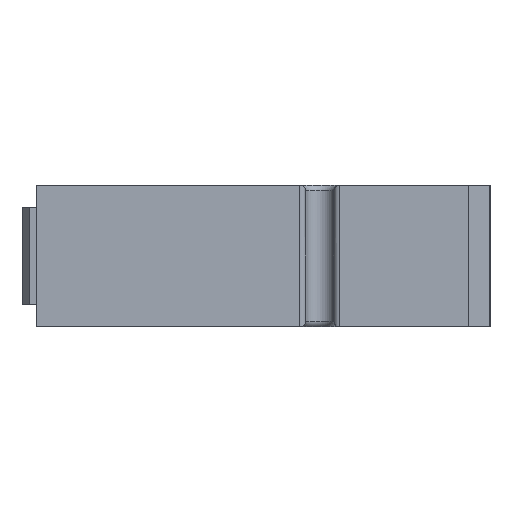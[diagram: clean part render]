
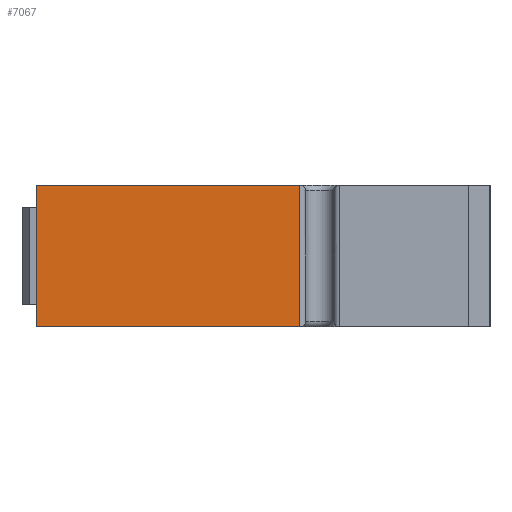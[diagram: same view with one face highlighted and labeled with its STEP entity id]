
A CAD part, left-side view. The second image highlights one B-rep face of the part: STEP entity #7067.
In plain terms, the highlighted planar face has unit normal (-1, 0, 0).
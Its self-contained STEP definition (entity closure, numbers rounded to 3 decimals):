
#399=DIRECTION('',(0.,-1.,0.));
#400=VECTOR('',#399,18.6);
#401=CARTESIAN_POINT('',(-41.5,20.,-5.));
#402=LINE('',#401,#400);
#1270=DIRECTION('',(0.,-1.,0.));
#1271=VECTOR('',#1270,18.6);
#1272=CARTESIAN_POINT('',(-41.5,20.,5.));
#1273=LINE('',#1272,#1271);
#1994=DIRECTION('',(0.,0.,-1.));
#1995=VECTOR('',#1994,10.);
#1996=CARTESIAN_POINT('',(-41.5,1.4,5.));
#1997=LINE('',#1996,#1995);
#1998=DIRECTION('',(0.,0.,1.));
#1999=VECTOR('',#1998,10.);
#2000=CARTESIAN_POINT('',(-41.5,20.,-5.));
#2001=LINE('',#2000,#1999);
#3000=CARTESIAN_POINT('',(-41.5,20.,-5.));
#3001=CARTESIAN_POINT('',(-41.5,20.,5.));
#3002=VERTEX_POINT('',#3000);
#3003=VERTEX_POINT('',#3001);
#3865=CARTESIAN_POINT('',(-41.5,1.4,-5.));
#3867=VERTEX_POINT('',#3865);
#3888=CARTESIAN_POINT('',(-41.5,1.4,5.));
#3889=VERTEX_POINT('',#3888);
#7055=CARTESIAN_POINT('',(-41.5,20.,-5.));
#7056=DIRECTION('',(-1.,0.,0.));
#7057=DIRECTION('',(0.,-1.,0.));
#7058=AXIS2_PLACEMENT_3D('',#7055,#7056,#7057);
#7059=PLANE('',#7058);
#7060=ORIENTED_EDGE('',*,*,#7047,.T.);
#7061=ORIENTED_EDGE('',*,*,#3939,.F.);
#7063=ORIENTED_EDGE('',*,*,#7062,.T.);
#7064=ORIENTED_EDGE('',*,*,#5298,.T.);
#7065=EDGE_LOOP('',(#7060,#7061,#7063,#7064));
#7066=FACE_OUTER_BOUND('',#7065,.F.);
#3939=EDGE_CURVE('',#3002,#3867,#402,.T.);
#5298=EDGE_CURVE('',#3003,#3889,#1273,.T.);
#7047=EDGE_CURVE('',#3889,#3867,#1997,.T.);
#7062=EDGE_CURVE('',#3002,#3003,#2001,.T.);
#7067=ADVANCED_FACE('',(#7066),#7059,.T.);
